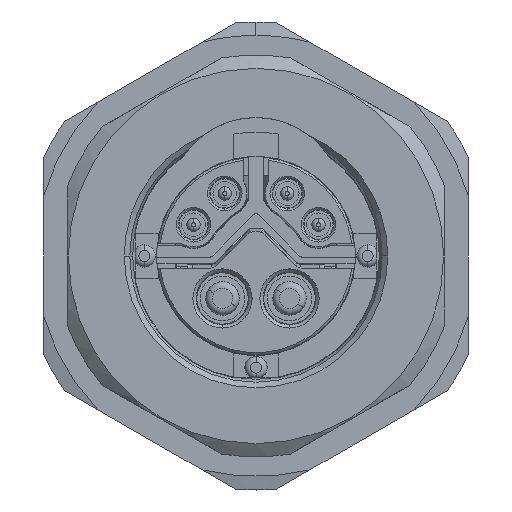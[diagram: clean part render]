
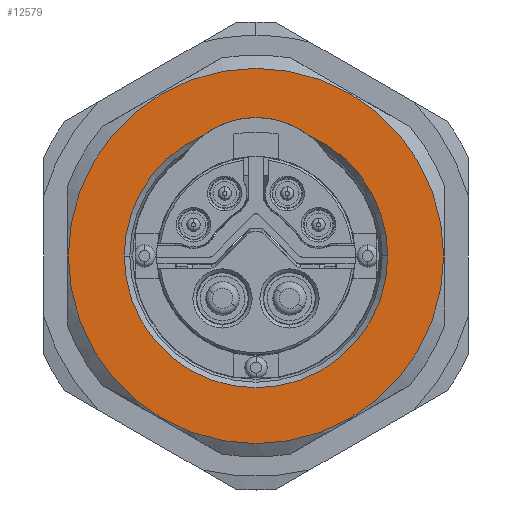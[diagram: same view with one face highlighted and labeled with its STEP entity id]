
A CAD part, front view. The second image highlights one B-rep face of the part: STEP entity #12579.
In plain terms, the highlighted planar face has unit normal (0, -1, 0).
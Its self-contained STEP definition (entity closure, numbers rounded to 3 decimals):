
#502 = DIRECTION ( 'NONE',  ( -1., 0., 0. ) ) ;
#1087 = AXIS2_PLACEMENT_3D ( 'NONE', #13620, #2691, #15461 ) ;
#1361 = AXIS2_PLACEMENT_3D ( 'NONE', #7184, #23525, #10836 ) ;
#1382 = ORIENTED_EDGE ( 'NONE', *, *, #11792, .T. ) ;
#1634 = CARTESIAN_POINT ( 'NONE',  ( -5.9, -1.4, 0. ) ) ;
#2326 = VERTEX_POINT ( 'NONE', #15678 ) ;
#2603 = VERTEX_POINT ( 'NONE', #20149 ) ;
#2691 = DIRECTION ( 'NONE',  ( 0., 1., 0. ) ) ;
#3787 = VERTEX_POINT ( 'NONE', #23652 ) ;
#3921 = CIRCLE ( 'NONE', #10379, 8.4 ) ;
#5097 = EDGE_LOOP ( 'NONE', ( #17076, #11425, #1382, #5484 ) ) ;
#5122 = VERTEX_POINT ( 'NONE', #1634 ) ;
#5346 = EDGE_CURVE ( 'NONE', #2603, #20105, #6602, .T. ) ;
#5484 = ORIENTED_EDGE ( 'NONE', *, *, #19580, .T. ) ;
#5942 = AXIS2_PLACEMENT_3D ( 'NONE', #18203, #7278, #20035 ) ;
#5968 = CARTESIAN_POINT ( 'NONE',  ( 0., -1.4, 0. ) ) ;
#6602 = CIRCLE ( 'NONE', #21363, 8.4 ) ;
#6613 = CIRCLE ( 'NONE', #10486, 5.9 ) ;
#7146 = EDGE_CURVE ( 'NONE', #20105, #2603, #3921, .T. ) ;
#7184 = CARTESIAN_POINT ( 'NONE',  ( 0., -1.4, -7.25 ) ) ;
#7278 = DIRECTION ( 'NONE',  ( 0., 1., 0. ) ) ;
#7821 = DIRECTION ( 'NONE',  ( -1., 0., 0. ) ) ;
#8418 = ORIENTED_EDGE ( 'NONE', *, *, #5346, .T. ) ;
#8786 = EDGE_CURVE ( 'NONE', #13840, #3787, #10456, .T. ) ;
#9019 = PLANE ( 'NONE',  #1361 ) ;
#9801 = CARTESIAN_POINT ( 'NONE',  ( 0., -1.4, 0. ) ) ;
#9968 = EDGE_LOOP ( 'NONE', ( #20276, #8418 ) ) ;
#9994 = FACE_OUTER_BOUND ( 'NONE', #9968, .T. ) ;
#10346 = CARTESIAN_POINT ( 'NONE',  ( 0., -1.4, 0. ) ) ;
#10379 = AXIS2_PLACEMENT_3D ( 'NONE', #9801, #22548, #11639 ) ;
#10456 = CIRCLE ( 'NONE', #15184, 5.9 ) ;
#10486 = AXIS2_PLACEMENT_3D ( 'NONE', #22332, #11416, #502 ) ;
#10836 = DIRECTION ( 'NONE',  ( -1., 0., 0. ) ) ;
#11140 = FACE_BOUND ( 'NONE', #5097, .T. ) ;
#11416 = DIRECTION ( 'NONE',  ( 0., 1., 0. ) ) ;
#11425 = ORIENTED_EDGE ( 'NONE', *, *, #8786, .T. ) ;
#11639 = DIRECTION ( 'NONE',  ( -1., 0., 0. ) ) ;
#11649 = CIRCLE ( 'NONE', #1087, 3.907 ) ;
#11792 = EDGE_CURVE ( 'NONE', #3787, #5122, #6613, .T. ) ;
#12190 = DIRECTION ( 'NONE',  ( -1., 0., 0. ) ) ;
#12579 = ADVANCED_FACE ( 'NONE', ( #9994, #11140 ), #9019, .T. ) ;
#13620 = CARTESIAN_POINT ( 'NONE',  ( 0., -1.4, 2.293 ) ) ;
#13840 = VERTEX_POINT ( 'NONE', #23623 ) ;
#15184 = AXIS2_PLACEMENT_3D ( 'NONE', #10346, #23122, #12190 ) ;
#15461 = DIRECTION ( 'NONE',  ( -1., 0., 0. ) ) ;
#15583 = CIRCLE ( 'NONE', #5942, 5.9 ) ;
#15678 = CARTESIAN_POINT ( 'NONE',  ( -2.358, -1.4, 5.408 ) ) ;
#17076 = ORIENTED_EDGE ( 'NONE', *, *, #23012, .T. ) ;
#18203 = CARTESIAN_POINT ( 'NONE',  ( 0., -1.4, 0. ) ) ;
#18763 = DIRECTION ( 'NONE',  ( 0., -1., 0. ) ) ;
#18996 = CARTESIAN_POINT ( 'NONE',  ( 8.4, -1.4, 0. ) ) ;
#19580 = EDGE_CURVE ( 'NONE', #5122, #2326, #15583, .T. ) ;
#20035 = DIRECTION ( 'NONE',  ( -1., 0., 0. ) ) ;
#20105 = VERTEX_POINT ( 'NONE', #18996 ) ;
#20149 = CARTESIAN_POINT ( 'NONE',  ( -8.4, -1.4, 0. ) ) ;
#20276 = ORIENTED_EDGE ( 'NONE', *, *, #7146, .T. ) ;
#21363 = AXIS2_PLACEMENT_3D ( 'NONE', #5968, #18763, #7821 ) ;
#22332 = CARTESIAN_POINT ( 'NONE',  ( 0., -1.4, 0. ) ) ;
#22548 = DIRECTION ( 'NONE',  ( 0., -1., 0. ) ) ;
#23012 = EDGE_CURVE ( 'NONE', #2326, #13840, #11649, .T. ) ;
#23122 = DIRECTION ( 'NONE',  ( 0., 1., 0. ) ) ;
#23525 = DIRECTION ( 'NONE',  ( 0., -1., 0. ) ) ;
#23623 = CARTESIAN_POINT ( 'NONE',  ( 2.358, -1.4, 5.408 ) ) ;
#23652 = CARTESIAN_POINT ( 'NONE',  ( 5.9, -1.4, 0. ) ) ;
